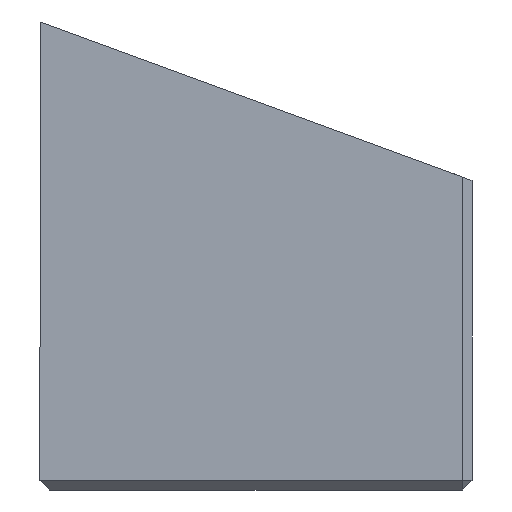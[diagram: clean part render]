
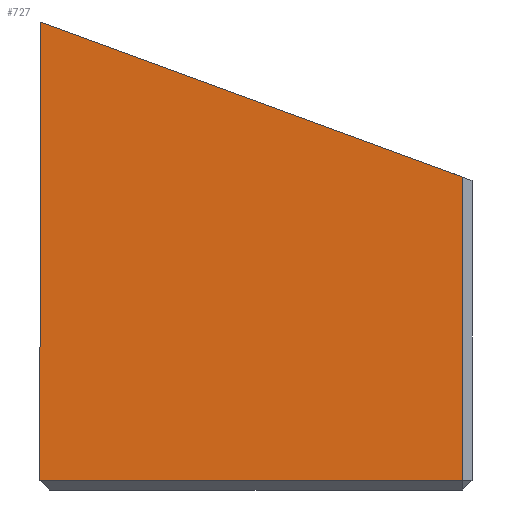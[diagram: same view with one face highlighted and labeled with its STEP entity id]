
A CAD part, front view. The second image highlights one B-rep face of the part: STEP entity #727.
In plain terms, the highlighted planar face has unit normal (0, -1, 0).
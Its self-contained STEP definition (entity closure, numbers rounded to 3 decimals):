
#369 = EDGE_CURVE('',#370,#372,#374,.T.);
#370 = VERTEX_POINT('',#371);
#371 = CARTESIAN_POINT('',(0.,0.,0.));
#372 = VERTEX_POINT('',#373);
#373 = CARTESIAN_POINT('',(88.,0.,-32.301));
#374 = LINE('',#375,#376);
#375 = CARTESIAN_POINT('',(0.,0.,0.));
#376 = VECTOR('',#377,1.);
#377 = DIRECTION('',(0.939,0.,-0.345));
#727 = ADVANCED_FACE('',(#728),#753,.F.);
#728 = FACE_BOUND('',#729,.F.);
#729 = EDGE_LOOP('',(#730,#738,#739,#747));
#730 = ORIENTED_EDGE('',*,*,#731,.T.);
#731 = EDGE_CURVE('',#732,#370,#734,.T.);
#732 = VERTEX_POINT('',#733);
#733 = CARTESIAN_POINT('',(0.,0.,-95.5));
#734 = LINE('',#735,#736);
#735 = CARTESIAN_POINT('',(0.,0.,-97.5));
#736 = VECTOR('',#737,1.);
#737 = DIRECTION('',(0.,0.,1.));
#738 = ORIENTED_EDGE('',*,*,#369,.T.);
#739 = ORIENTED_EDGE('',*,*,#740,.T.);
#740 = EDGE_CURVE('',#372,#741,#743,.T.);
#741 = VERTEX_POINT('',#742);
#742 = CARTESIAN_POINT('',(88.,0.,-95.5));
#743 = LINE('',#744,#745);
#744 = CARTESIAN_POINT('',(88.,0.,0.));
#745 = VECTOR('',#746,1.);
#746 = DIRECTION('',(0.,0.,-1.));
#747 = ORIENTED_EDGE('',*,*,#748,.F.);
#748 = EDGE_CURVE('',#732,#741,#749,.T.);
#749 = LINE('',#750,#751);
#750 = CARTESIAN_POINT('',(0.,0.,-95.5));
#751 = VECTOR('',#752,1.);
#752 = DIRECTION('',(1.,0.,0.));
#753 = PLANE('',#754);
#754 = AXIS2_PLACEMENT_3D('',#755,#756,#757);
#755 = CARTESIAN_POINT('',(45.,0.,-48.75));
#756 = DIRECTION('',(0.,1.,0.));
#757 = DIRECTION('',(0.,0.,1.));
